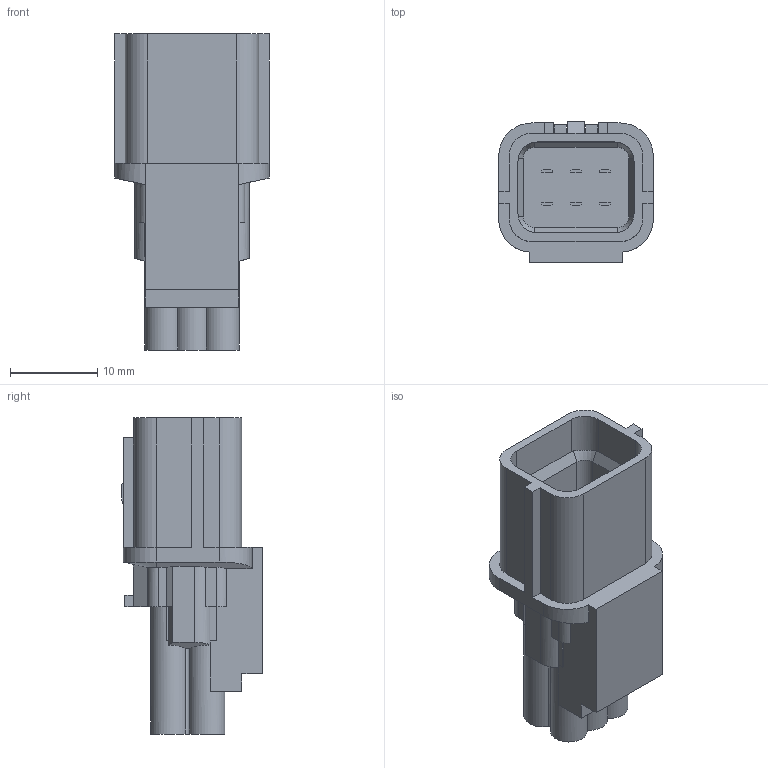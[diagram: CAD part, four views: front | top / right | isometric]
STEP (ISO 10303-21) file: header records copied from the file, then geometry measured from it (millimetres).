
FILE_DESCRIPTION(/* description */ (''),/* implementation_level */ '2;1');
FILE_NAME(/* name */ '35084896-ENV10_01-CONN.stp',/* time_stamp */ '2024-01-04T13:28:34+08:00',/* author */ (''),/* organization */ (''),/* preprocessor_version */ 'ST-DEVELOPER v16',/* originating_system */ 'SIEMENS PLM Software NX 11.0',/* authorisation */ '');
FILE_SCHEMA (('AUTOMOTIVE_DESIGN { 1 0 10303 214 3 1 1 1 }'));
Length unit declared in the file: millimetre
Products named in the file (1): 35084896-ENV10_01-CONN
Bounding box: 17.7 x 16.2 x 36.2 mm (x, y, z)
Volume: 3994.9 mm3; surface area: 3070.3 mm2
Topology: 1 solids, 1 shells, 174 faces, 462 edges, 304 vertices
Faces by surface type: plane 132, cylinder 36, cone 6
Full cylindrical faces by diameter (mm): 2.74 x6
Entity records: 5438 total; most frequent: CARTESIAN_POINT 1057, ORIENTED_EDGE 912, DIRECTION 874, EDGE_CURVE 456, LINE 356, VECTOR 356, VERTEX_POINT 304, AXIS2_PLACEMENT_3D 259
